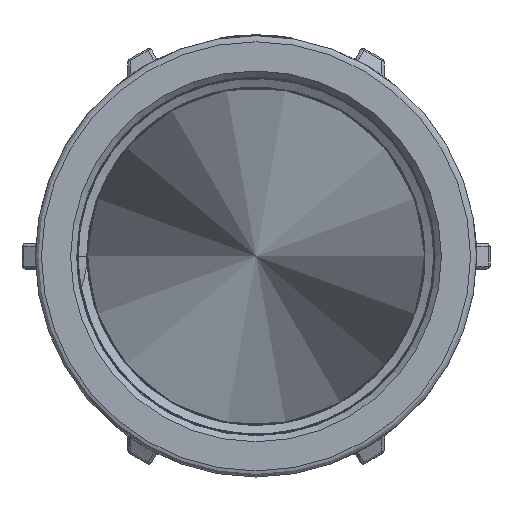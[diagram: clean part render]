
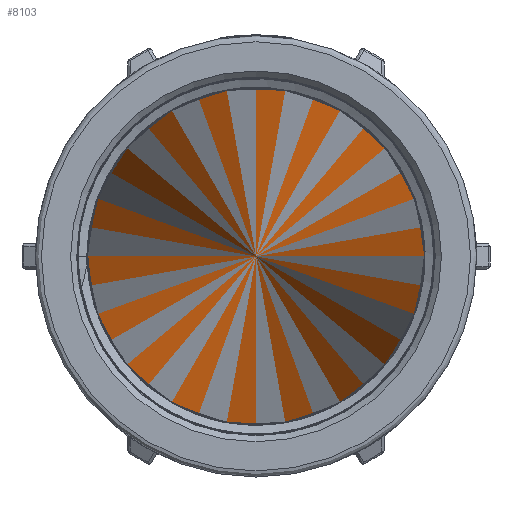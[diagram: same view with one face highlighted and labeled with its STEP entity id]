
A CAD part, left-side view. The second image highlights one B-rep face of the part: STEP entity #8103.
In plain terms, the highlighted conical face has half-angle 1.78 degrees and reference radius 43.98 mm.
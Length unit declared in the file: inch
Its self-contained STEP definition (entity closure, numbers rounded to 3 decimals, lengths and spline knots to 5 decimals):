
#743=FACE_OUTER_BOUND('',#1243,.T.);
#1243=EDGE_LOOP('',(#5509,#5510,#5511));
#1791=B_SPLINE_CURVE_WITH_KNOTS('',3,(#10721,#10722,#10723,#10724,#10725,
#10726,#10727,#10728,#10729,#10730,#10731,#10732,#10733,#10734,#10735,#10736,
#10737),.UNSPECIFIED.,.F.,.F.,(4,1,1,1,1,1,1,1,1,1,1,1,1,1,4),(34.55752,
34.58947,35.0836,35.57774,36.07187,36.56601,
37.06014,37.55428,38.04841,38.54255,39.03668,
39.53082,40.02496,40.51909,40.8407),
 .UNSPECIFIED.);
#2345=LINE('',#10719,#2869);
#2346=LINE('',#10738,#2870);
#2869=VECTOR('',#9149,1.73151);
#2870=VECTOR('',#9150,1.73151);
#3393=VERTEX_POINT('',#10717);
#3394=VERTEX_POINT('',#10718);
#3395=VERTEX_POINT('',#10720);
#4225=EDGE_CURVE('',#3393,#3394,#2345,.T.);
#4226=EDGE_CURVE('',#3393,#3395,#1791,.T.);
#4227=EDGE_CURVE('',#3394,#3395,#2346,.T.);
#5509=ORIENTED_EDGE('',*,*,#4225,.F.);
#5510=ORIENTED_EDGE('',*,*,#4226,.T.);
#5511=ORIENTED_EDGE('',*,*,#4227,.F.);
#8077=CONICAL_SURFACE('',#8623,1.73151,0.031);
#8103=ADVANCED_FACE('',(#743),#8077,.F.);
#8623=AXIS2_PLACEMENT_3D('',#10716,#9147,#9148);
#9147=DIRECTION('center_axis',(1.,0.,0.));
#9148=DIRECTION('ref_axis',(0.,1.,0.));
#9149=DIRECTION('',(-1.,0.031,0.));
#9150=DIRECTION('',(-1.,0.031,0.));
#10716=CARTESIAN_POINT('Origin',(1.145,0.,0.));
#10717=CARTESIAN_POINT('',(1.0225,-1.7277,0.));
#10718=CARTESIAN_POINT('',(0.90757,-1.72413,0.));
#10719=CARTESIAN_POINT('',(1.145,-1.73151,0.));
#10720=CARTESIAN_POINT('',(0.8975,-1.72382,0.));
#10721=CARTESIAN_POINT('Ctrl Pts',(1.0225,-1.72783,0.00002));
#10722=CARTESIAN_POINT('Ctrl Pts',(1.02229,-1.72783,0.01841));
#10723=CARTESIAN_POINT('Ctrl Pts',(1.0188,-1.72299,0.32131));
#10724=CARTESIAN_POINT('Ctrl Pts',(1.01203,-1.55594,0.90355));
#10725=CARTESIAN_POINT('Ctrl Pts',(1.0022,-0.94113,1.53313));
#10726=CARTESIAN_POINT('Ctrl Pts',(0.99237,-0.10141,
1.79577));
#10727=CARTESIAN_POINT('Ctrl Pts',(0.98254,0.76226,
1.62876));
#10728=CARTESIAN_POINT('Ctrl Pts',(0.97271,1.4433,1.07222));
#10729=CARTESIAN_POINT('Ctrl Pts',(0.96288,1.77886,0.2594));
#10730=CARTESIAN_POINT('Ctrl Pts',(0.95305,1.6888,-0.61518));
#10731=CARTESIAN_POINT('Ctrl Pts',(0.94322,1.19481,-1.3423));
#10732=CARTESIAN_POINT('Ctrl Pts',(0.93339,0.4152,
-1.74809));
#10733=CARTESIAN_POINT('Ctrl Pts',(0.92356,-0.46345,
-1.73559));
#10734=CARTESIAN_POINT('Ctrl Pts',(0.91373,-1.23093,
-1.30794));
#10735=CARTESIAN_POINT('Ctrl Pts',(0.90504,-1.64868,
-0.65375));
#10736=CARTESIAN_POINT('Ctrl Pts',(0.89963,-1.72366,
-0.18479));
#10737=CARTESIAN_POINT('Ctrl Pts',(0.8975,-1.72373,0.00003));
#10738=CARTESIAN_POINT('',(1.145,-1.73151,0.));
